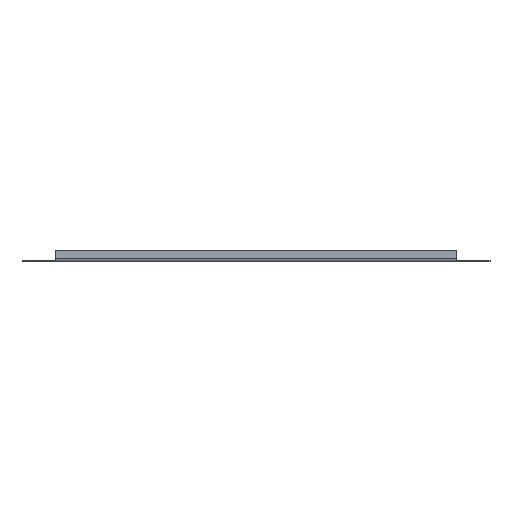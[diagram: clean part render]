
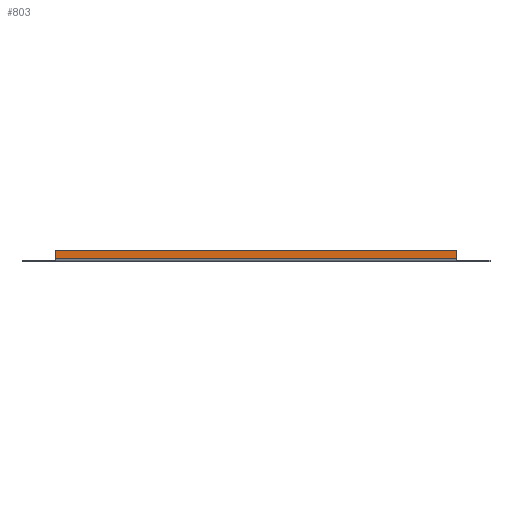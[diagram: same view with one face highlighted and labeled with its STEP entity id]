
A CAD part, front view. The second image highlights one B-rep face of the part: STEP entity #803.
In plain terms, the highlighted planar face has unit normal (0, -1, 0).
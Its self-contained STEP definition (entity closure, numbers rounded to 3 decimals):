
#21 = LINE ( 'NONE', #1364, #737 ) ;
#76 = ORIENTED_EDGE ( 'NONE', *, *, #679, .F. ) ;
#148 = ORIENTED_EDGE ( 'NONE', *, *, #265, .F. ) ;
#201 = CARTESIAN_POINT ( 'NONE',  ( -142.5, -74., 7. ) ) ;
#239 = VERTEX_POINT ( 'NONE', #1493 ) ;
#253 = VERTEX_POINT ( 'NONE', #1501 ) ;
#255 = ORIENTED_EDGE ( 'NONE', *, *, #510, .F. ) ;
#265 = EDGE_CURVE ( 'NONE', #1253, #644, #21, .T. ) ;
#275 = DIRECTION ( 'NONE',  ( 0., 0., -1. ) ) ;
#390 = ORIENTED_EDGE ( 'NONE', *, *, #1242, .F. ) ;
#421 = DIRECTION ( 'NONE',  ( 0., 1., 0. ) ) ;
#438 = VECTOR ( 'NONE', #1390, 1000. ) ;
#480 = CARTESIAN_POINT ( 'NONE',  ( 0., -74., 0. ) ) ;
#510 = EDGE_CURVE ( 'NONE', #644, #239, #1063, .T. ) ;
#513 = CARTESIAN_POINT ( 'NONE',  ( -142.5, -74., 1. ) ) ;
#586 = DIRECTION ( 'NONE',  ( 1., 0., 0. ) ) ;
#619 = DIRECTION ( 'NONE',  ( 0., 0., 1. ) ) ;
#627 = EDGE_LOOP ( 'NONE', ( #390, #76, #255, #148 ) ) ;
#644 = VERTEX_POINT ( 'NONE', #201 ) ;
#679 = EDGE_CURVE ( 'NONE', #239, #253, #974, .T. ) ;
#693 = CARTESIAN_POINT ( 'NONE',  ( 142.5, -74., 7. ) ) ;
#737 = VECTOR ( 'NONE', #619, 1000. ) ;
#761 = VECTOR ( 'NONE', #586, 1000. ) ;
#803 = ADVANCED_FACE ( 'NONE', ( #1095 ), #1593, .F. ) ;
#974 = LINE ( 'NONE', #1345, #1315 ) ;
#989 = CARTESIAN_POINT ( 'NONE',  ( -142.5, -74., 1. ) ) ;
#1019 = AXIS2_PLACEMENT_3D ( 'NONE', #480, #421, #1431 ) ;
#1063 = LINE ( 'NONE', #693, #761 ) ;
#1095 = FACE_OUTER_BOUND ( 'NONE', #627, .T. ) ;
#1131 = LINE ( 'NONE', #989, #438 ) ;
#1242 = EDGE_CURVE ( 'NONE', #253, #1253, #1131, .T. ) ;
#1253 = VERTEX_POINT ( 'NONE', #513 ) ;
#1315 = VECTOR ( 'NONE', #275, 1000. ) ;
#1345 = CARTESIAN_POINT ( 'NONE',  ( 142.5, -74., 0. ) ) ;
#1364 = CARTESIAN_POINT ( 'NONE',  ( -142.5, -74., 7. ) ) ;
#1390 = DIRECTION ( 'NONE',  ( -1., 0., 0. ) ) ;
#1431 = DIRECTION ( 'NONE',  ( 0., 0., -1. ) ) ;
#1493 = CARTESIAN_POINT ( 'NONE',  ( 142.5, -74., 7. ) ) ;
#1501 = CARTESIAN_POINT ( 'NONE',  ( 142.5, -74., 1. ) ) ;
#1593 = PLANE ( 'NONE',  #1019 ) ;
